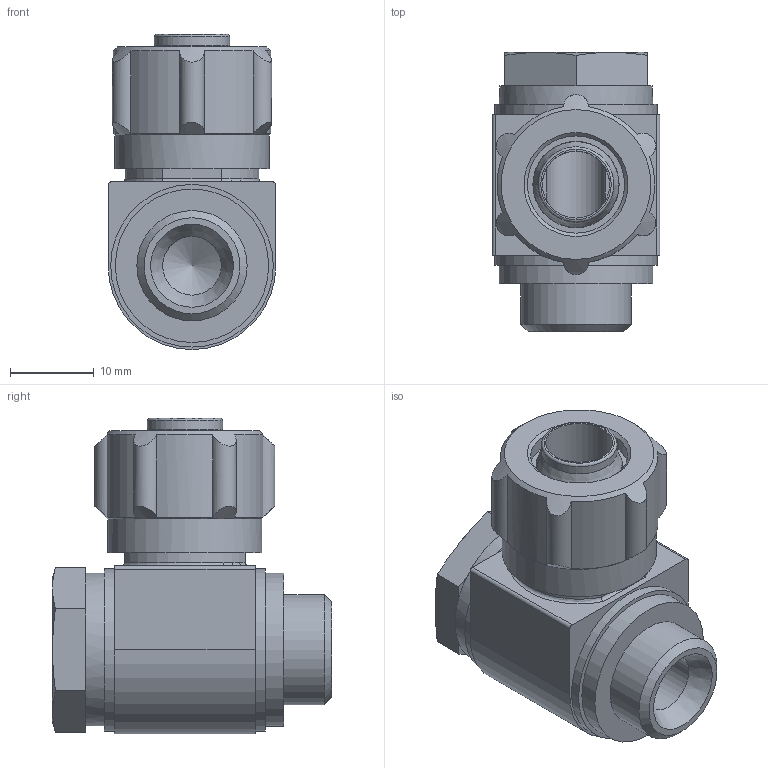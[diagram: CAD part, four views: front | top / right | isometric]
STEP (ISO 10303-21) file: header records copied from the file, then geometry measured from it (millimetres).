
FILE_DESCRIPTION(/* description */ ('STEP AP214'),/* implementation_level */ '2;1');
FILE_NAME(/* name */ '11452_LCK-1_4-PK-9',/* time_stamp */ '2024-08-23T05:00:05+02:00',/* author */ ('License CC BY-ND 4.0'),/* organization */ ('CADENAS'),/* preprocessor_version */ 'ST-DEVELOPER v19.3',/* originating_system */ 'PARTsolutions',/* authorisation */ ' ');
FILE_SCHEMA (('AUTOMOTIVE_DESIGN {1 0 10303 214 3 1 1}'));
Length unit declared in the file: millimetre
Products named in the file (1): 11452 LCK-1/4-PK-9
Bounding box: 20 x 33.3 x 37.6 mm (x, y, z)
Volume: 11803.3 mm3; surface area: 5155.5 mm2
Topology: 1 solids, 1 shells, 83 faces, 191 edges, 118 vertices
Faces by surface type: plane 36, cylinder 30, cone 13, torus 4
Full cylindrical faces by diameter (mm): 7 x1, 8 x1, 9 x1, 10.3 x1, 11.6 x1, 13.157 x1, 18.3 x2, 18.4 x1, 19.4 x2
Entity records: 2278 total; most frequent: CARTESIAN_POINT 517, DIRECTION 368, ORIENTED_EDGE 320, EDGE_CURVE 160, AXIS2_PLACEMENT_3D 154, FACE_BOUND 115, EDGE_LOOP 114, VERTEX_POINT 109
